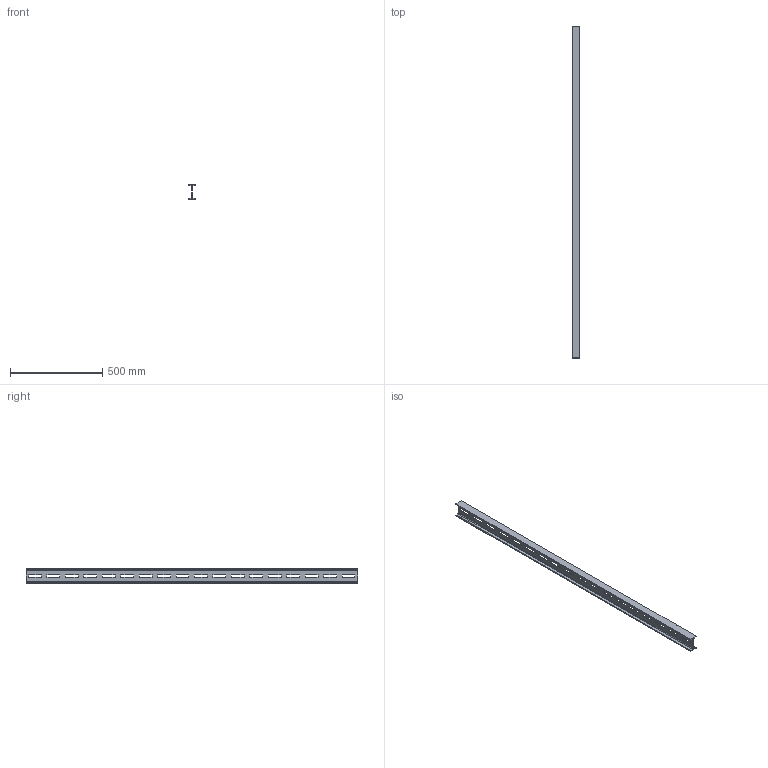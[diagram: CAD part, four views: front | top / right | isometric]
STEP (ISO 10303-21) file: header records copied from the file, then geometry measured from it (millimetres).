
FILE_DESCRIPTION((''),'2;1');
FILE_NAME('6337201','2012-07-18T',('AndreasKeweloh'),(''),'PRO/ENGINEER BY PARAMETRIC TECHNOLOGY CORPORATION, 2012130','PRO/ENGINEER BY PARAMETRIC TECHNOLOGY CORPORATION, 2012130','');
FILE_SCHEMA(('CONFIG_CONTROL_DESIGN'));
Length unit declared in the file: millimetre
Products named in the file (1): 6337201
Bounding box: 42 x 1800 x 80 mm (x, y, z)
Volume: 1272581.7 mm3; surface area: 522712.9 mm2
Topology: 1 solids, 1 shells, 94 faces, 276 edges, 184 vertices
Faces by surface type: plane 86, cylinder 8
Entity records: 3186 total; most frequent: CARTESIAN_POINT 554, ORIENTED_EDGE 552, DIRECTION 480, EDGE_CURVE 276, VECTOR 260, LINE 260, VERTEX_POINT 184, EDGE_LOOP 130
